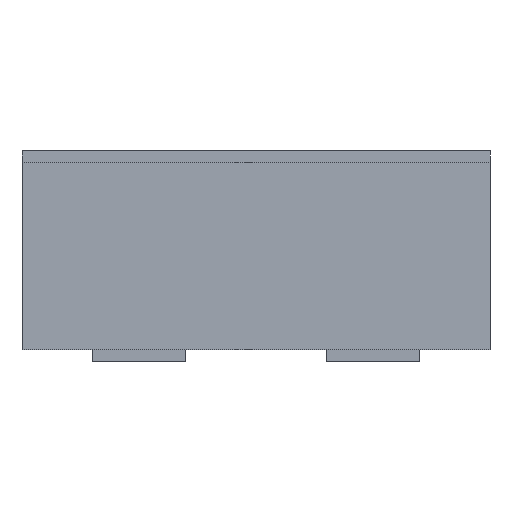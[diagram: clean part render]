
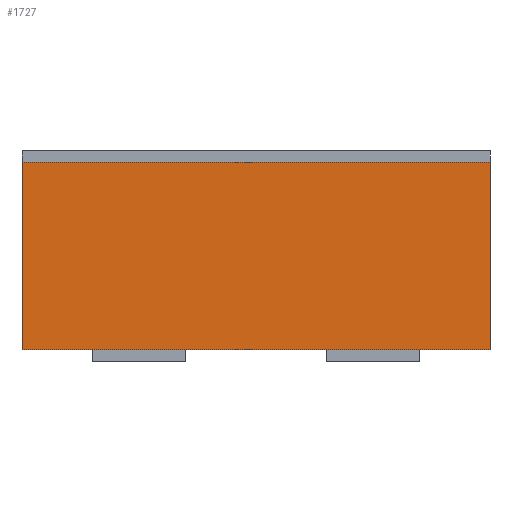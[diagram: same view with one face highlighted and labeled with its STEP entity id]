
A CAD part, front view. The second image highlights one B-rep face of the part: STEP entity #1727.
In plain terms, the highlighted planar face has unit normal (0, -1, 0).
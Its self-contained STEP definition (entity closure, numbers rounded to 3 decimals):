
#93 = DIRECTION ( 'NONE',  ( 0., 0., 1. ) ) ;
#99 = DIRECTION ( 'NONE',  ( 1., 0., 0. ) ) ;
#274 = ORIENTED_EDGE ( 'NONE', *, *, #883, .T. ) ;
#351 = LINE ( 'NONE', #2364, #811 ) ;
#375 = AXIS2_PLACEMENT_3D ( 'NONE', #1442, #651, #93 ) ;
#481 = EDGE_CURVE ( 'NONE', #2955, #2194, #2003, .T. ) ;
#516 = VERTEX_POINT ( 'NONE', #1289 ) ;
#651 = DIRECTION ( 'NONE',  ( 0., 1., 0. ) ) ;
#811 = VECTOR ( 'NONE', #99, 1000. ) ;
#846 = CARTESIAN_POINT ( 'NONE',  ( -0.5, -0.8, 0.025 ) ) ;
#865 = ORIENTED_EDGE ( 'NONE', *, *, #1117, .F. ) ;
#883 = EDGE_CURVE ( 'NONE', #1288, #516, #1947, .T. ) ;
#885 = CARTESIAN_POINT ( 'NONE',  ( 0.5, -0.8, 0.025 ) ) ;
#1117 = EDGE_CURVE ( 'NONE', #2194, #516, #351, .T. ) ;
#1140 = LINE ( 'NONE', #846, #2812 ) ;
#1288 = VERTEX_POINT ( 'NONE', #885 ) ;
#1289 = CARTESIAN_POINT ( 'NONE',  ( 0.5, -0.8, 0.425 ) ) ;
#1442 = CARTESIAN_POINT ( 'NONE',  ( -0.5, -0.8, 0.425 ) ) ;
#1470 = CARTESIAN_POINT ( 'NONE',  ( 0.5, -0.8, 0.425 ) ) ;
#1515 = VECTOR ( 'NONE', #1744, 1000. ) ;
#1604 = CARTESIAN_POINT ( 'NONE',  ( -0.5, -0.8, 0.425 ) ) ;
#1654 = VECTOR ( 'NONE', #1982, 1000. ) ;
#1693 = FACE_OUTER_BOUND ( 'NONE', #2288, .T. ) ;
#1727 = ADVANCED_FACE ( 'NONE', ( #1693 ), #2676, .F. ) ;
#1744 = DIRECTION ( 'NONE',  ( 0., 0., 1. ) ) ;
#1947 = LINE ( 'NONE', #1470, #1654 ) ;
#1982 = DIRECTION ( 'NONE',  ( 0., 0., 1. ) ) ;
#2003 = LINE ( 'NONE', #3029, #1515 ) ;
#2194 = VERTEX_POINT ( 'NONE', #1604 ) ;
#2288 = EDGE_LOOP ( 'NONE', ( #274, #865, #3273, #2637 ) ) ;
#2364 = CARTESIAN_POINT ( 'NONE',  ( 0., -0.8, 0.425 ) ) ;
#2504 = CARTESIAN_POINT ( 'NONE',  ( -0.5, -0.8, 0.025 ) ) ;
#2564 = EDGE_CURVE ( 'NONE', #1288, #2955, #1140, .T. ) ;
#2637 = ORIENTED_EDGE ( 'NONE', *, *, #2564, .F. ) ;
#2676 = PLANE ( 'NONE',  #375 ) ;
#2812 = VECTOR ( 'NONE', #3140, 1000. ) ;
#2955 = VERTEX_POINT ( 'NONE', #2504 ) ;
#3029 = CARTESIAN_POINT ( 'NONE',  ( -0.5, -0.8, 0.425 ) ) ;
#3140 = DIRECTION ( 'NONE',  ( -1., 0., 0. ) ) ;
#3273 = ORIENTED_EDGE ( 'NONE', *, *, #481, .F. ) ;
